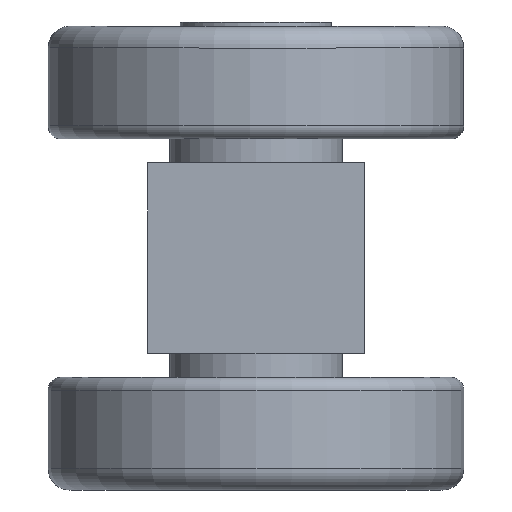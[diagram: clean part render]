
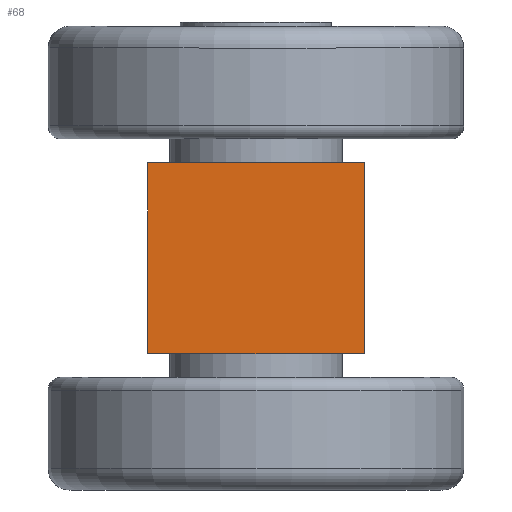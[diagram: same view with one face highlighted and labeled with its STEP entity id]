
A CAD part, left-side view. The second image highlights one B-rep face of the part: STEP entity #68.
In plain terms, the highlighted planar face has unit normal (-1, 0, 0).
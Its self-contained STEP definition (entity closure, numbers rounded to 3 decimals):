
#68=ADVANCED_FACE('',(#199),#201,.T.);
#199=FACE_BOUND('',#200,.T.);
#200=EDGE_LOOP('',(#1117,#1118,#1119,#1120));
#201=PLANE('',#202);
#202=AXIS2_PLACEMENT_3D('',#203,#204,#205);
#203=CARTESIAN_POINT('',(0.,25.,0.));
#204=DIRECTION('',(-1.,0.,0.));
#205=DIRECTION('',(0.,-1.,0.));
#1117=ORIENTED_EDGE('',*,*,#1962,.T.);
#1118=ORIENTED_EDGE('',*,*,#1963,.T.);
#1119=ORIENTED_EDGE('',*,*,#1949,.F.);
#1120=ORIENTED_EDGE('',*,*,#1961,.F.);
#1949=EDGE_CURVE('',#2220,#2222,#2223,.T.);
#1961=EDGE_CURVE('',#2242,#2220,#2244,.T.);
#1962=EDGE_CURVE('',#2242,#2245,#2246,.T.);
#1963=EDGE_CURVE('',#2245,#2222,#2247,.T.);
#2220=VERTEX_POINT('',#2526);
#2222=VERTEX_POINT('',#2530);
#2223=LINE('',#2531,#2532);
#2242=VERTEX_POINT('',#2574);
#2244=LINE('',#2578,#2579);
#2245=VERTEX_POINT('',#2581);
#2246=LINE('',#2582,#2583);
#2247=LINE('',#2585,#2586);
#2526=CARTESIAN_POINT('',(0.,25.,22.));
#2530=CARTESIAN_POINT('',(0.,0.,22.));
#2531=CARTESIAN_POINT('',(0.,25.,22.));
#2532=VECTOR('',#2533,1.);
#2533=DIRECTION('',(0.,-1.,0.));
#2574=CARTESIAN_POINT('',(0.,25.,0.));
#2578=CARTESIAN_POINT('',(0.,25.,0.));
#2579=VECTOR('',#2580,1.);
#2580=DIRECTION('',(0.,0.,1.));
#2581=CARTESIAN_POINT('',(0.,0.,0.));
#2582=CARTESIAN_POINT('',(0.,25.,0.));
#2583=VECTOR('',#2584,1.);
#2584=DIRECTION('',(0.,-1.,0.));
#2585=CARTESIAN_POINT('',(0.,0.,0.));
#2586=VECTOR('',#2587,1.);
#2587=DIRECTION('',(0.,0.,1.));
